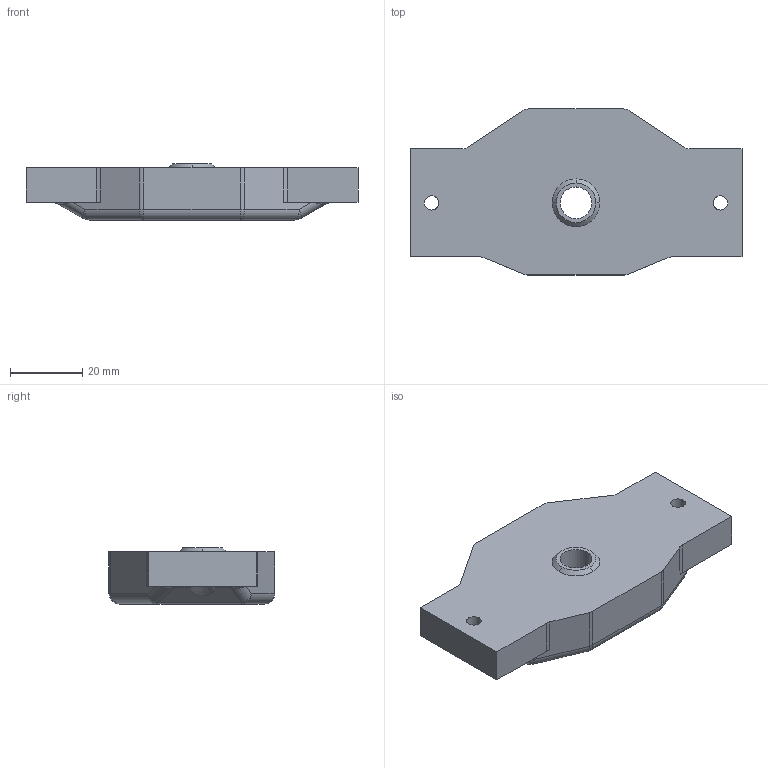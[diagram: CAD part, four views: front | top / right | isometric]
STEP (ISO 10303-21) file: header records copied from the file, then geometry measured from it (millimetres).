
FILE_DESCRIPTION(('FreeCAD Model'),'2;1');
FILE_NAME('MiddleFixLower.step','2017-11-28T15:50:52',( 'Author'),(''),'Open CASCADE STEP processor 6.9','FreeCAD','Unknown' );
FILE_SCHEMA(('AUTOMOTIVE_DESIGN_CC2 { 1 2 10303 214 -1 1 5 4 }'));
Length unit declared in the file: millimetre
Products named in the file (1): MiddleFixLower
Bounding box: 92 x 46 x 15.6 mm (x, y, z)
Volume: 44755.2 mm3; surface area: 10416.4 mm2
Topology: 1 solids, 1 shells, 64 faces, 167 edges, 94 vertices
Faces by surface type: cylinder 27, plane 19, sphere 8, cone 6, bspline 4
Full cylindrical faces by diameter (mm): 4 x2, 8.8 x1
Entity records: 5395 total; most frequent: CARTESIAN_POINT 2363, DIRECTION 537, ORIENTED_EDGE 310, PCURVE 310, DEFINITIONAL_REPRESENTATION 310, LINE 282, VECTOR 282, EDGE_CURVE 155
